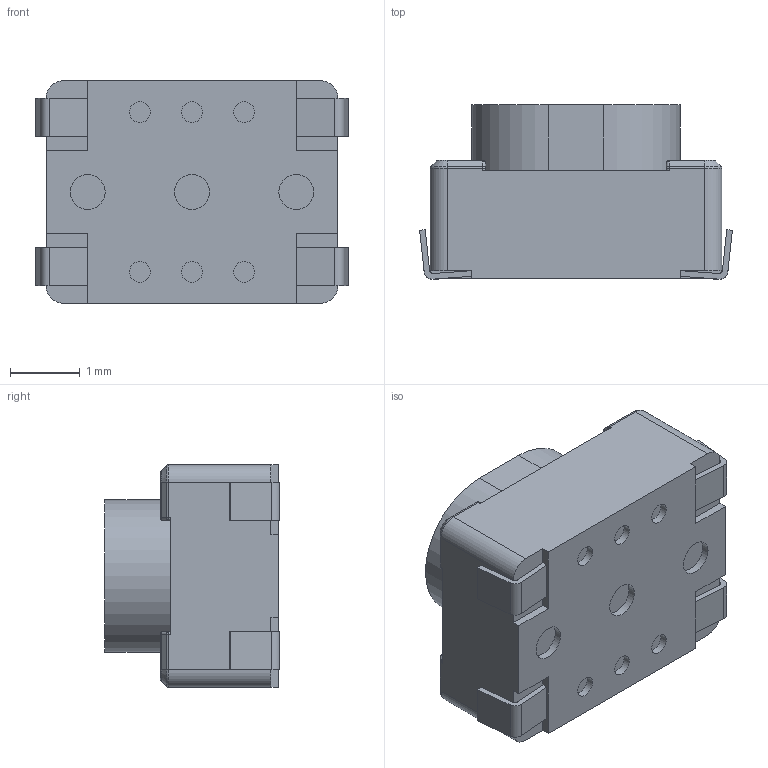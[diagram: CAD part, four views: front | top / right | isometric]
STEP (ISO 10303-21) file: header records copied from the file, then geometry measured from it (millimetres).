
FILE_DESCRIPTION(/* description */ (''),/* implementation_level */ '2;1');
FILE_NAME(/* name */ 'TL3365AF180QG v1.step',/* time_stamp */ '2023-08-17T15:19:26-04:00',/* author */ (''),/* organization */ (''),/* preprocessor_version */ 'ST-DEVELOPER v20',/* originating_system */ 'Autodesk Translation Framework v12.9.0.99',/* authorisation */ '');
FILE_SCHEMA (('AUTOMOTIVE_DESIGN { 1 0 10303 214 3 1 1 }'));
Length unit declared in the file: millimetre
Products named in the file (2): TL3365AF180QG; TL3365AF180QG--3DModel-STEP-520916
Assembly tree (1 placements, depth 2):
  TL3365AF180QG
    TL3365AF180QG--3DModel-STEP-520916
Bounding box: 4.5 x 2.51 x 3.2 mm (x, y, z)
Volume: 26.1 mm3; surface area: 67.7 mm2
Topology: 1 solids, 1 shells, 198 faces, 474 edges, 266 vertices
Faces by surface type: plane 85, cylinder 77, sphere 24, torus 8, cone 4
Full cylindrical faces by diameter (mm): 0.3 x6, 0.5 x3
Entity records: 5618 total; most frequent: DIRECTION 1013, CARTESIAN_POINT 1008, ORIENTED_EDGE 902, EDGE_CURVE 451, AXIS2_PLACEMENT_3D 364, LINE 285, VECTOR 285, VERTEX_POINT 266
